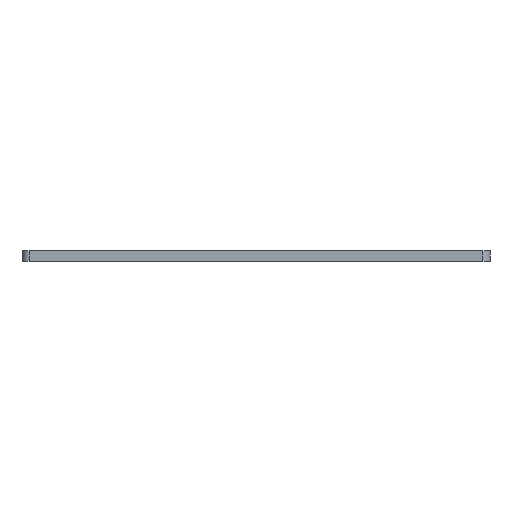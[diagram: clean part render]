
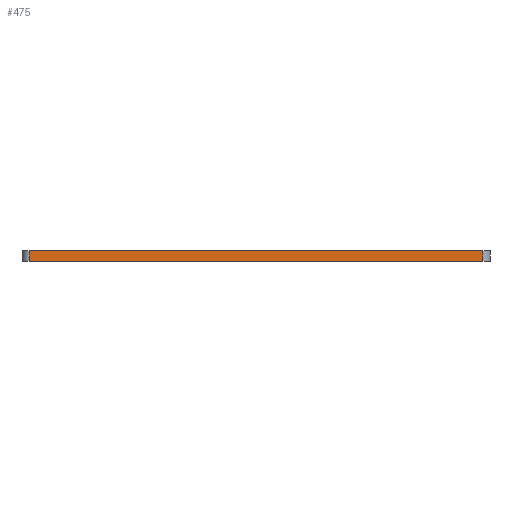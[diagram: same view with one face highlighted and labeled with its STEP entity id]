
A CAD part, front view. The second image highlights one B-rep face of the part: STEP entity #475.
In plain terms, the highlighted planar face has unit normal (0, -1, 0).
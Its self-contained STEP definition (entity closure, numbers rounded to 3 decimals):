
#31 = ORIENTED_EDGE ( 'NONE', *, *, #890, .F. ) ;
#101 = FACE_OUTER_BOUND ( 'NONE', #175, .T. ) ;
#113 = ORIENTED_EDGE ( 'NONE', *, *, #986, .F. ) ;
#136 = ORIENTED_EDGE ( 'NONE', *, *, #872, .T. ) ;
#175 = EDGE_LOOP ( 'NONE', ( #136, #31, #113, #184 ) ) ;
#184 = ORIENTED_EDGE ( 'NONE', *, *, #889, .T. ) ;
#204 = VERTEX_POINT ( 'NONE', #775 ) ;
#219 = VERTEX_POINT ( 'NONE', #855 ) ;
#221 = VERTEX_POINT ( 'NONE', #756 ) ;
#256 = VERTEX_POINT ( 'NONE', #737 ) ;
#366 = VECTOR ( 'NONE', #589, 1000. ) ;
#368 = LINE ( 'NONE', #590, #366 ) ;
#400 = VECTOR ( 'NONE', #632, 1000. ) ;
#402 = VECTOR ( 'NONE', #634, 1000. ) ;
#403 = LINE ( 'NONE', #633, #400 ) ;
#405 = LINE ( 'NONE', #635, #402 ) ;
#430 = VECTOR ( 'NONE', #681, 1000. ) ;
#434 = LINE ( 'NONE', #680, #430 ) ;
#475 = ADVANCED_FACE ( 'NONE', ( #101 ), #785, .F. ) ;
#589 = DIRECTION ( 'NONE',  ( 1., 0., 0. ) ) ;
#590 = CARTESIAN_POINT ( 'NONE',  ( -64.5, -20.5, 3. ) ) ;
#632 = DIRECTION ( 'NONE',  ( 0., 0., -1. ) ) ;
#633 = CARTESIAN_POINT ( 'NONE',  ( 64.5, -20.5, 3. ) ) ;
#634 = DIRECTION ( 'NONE',  ( 0., 0., -1. ) ) ;
#635 = CARTESIAN_POINT ( 'NONE',  ( -64.5, -20.5, 3. ) ) ;
#680 = CARTESIAN_POINT ( 'NONE',  ( -64.5, -20.5, 0. ) ) ;
#681 = DIRECTION ( 'NONE',  ( 1., 0., 0. ) ) ;
#737 = CARTESIAN_POINT ( 'NONE',  ( -64.5, -20.5, 3. ) ) ;
#756 = CARTESIAN_POINT ( 'NONE',  ( 64.5, -20.5, 3. ) ) ;
#770 = DIRECTION ( 'NONE',  ( 0., 0., 1. ) ) ;
#775 = CARTESIAN_POINT ( 'NONE',  ( -64.5, -20.5, 0. ) ) ;
#785 = PLANE ( 'NONE',  #904 ) ;
#797 = DIRECTION ( 'NONE',  ( 0., 1., 0. ) ) ;
#813 = CARTESIAN_POINT ( 'NONE',  ( -64.5, -20.5, 3. ) ) ;
#855 = CARTESIAN_POINT ( 'NONE',  ( 64.5, -20.5, 0. ) ) ;
#872 = EDGE_CURVE ( 'NONE', #204, #219, #434, .T. ) ;
#889 = EDGE_CURVE ( 'NONE', #256, #204, #405, .T. ) ;
#890 = EDGE_CURVE ( 'NONE', #221, #219, #403, .T. ) ;
#904 = AXIS2_PLACEMENT_3D ( 'NONE', #813, #797, #770 ) ;
#986 = EDGE_CURVE ( 'NONE', #256, #221, #368, .T. ) ;
